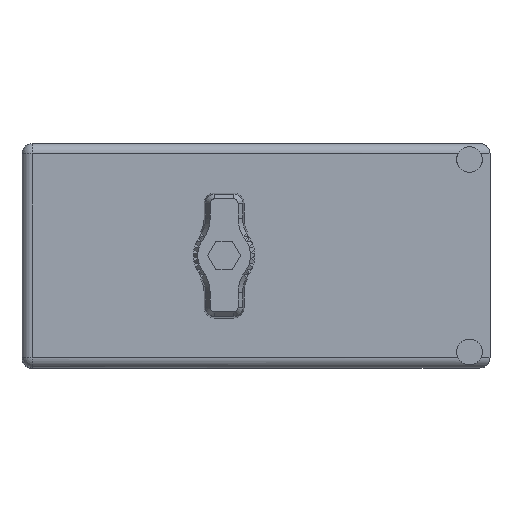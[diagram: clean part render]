
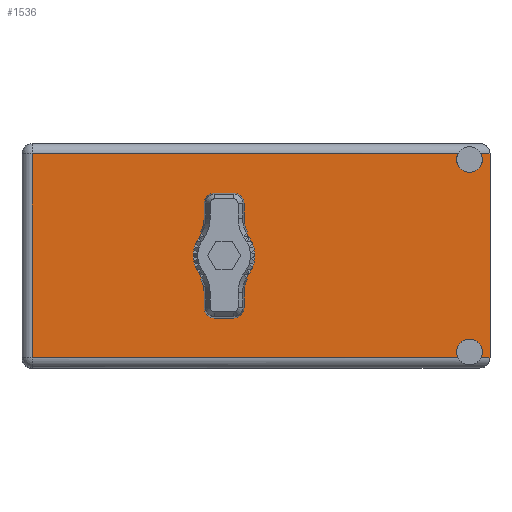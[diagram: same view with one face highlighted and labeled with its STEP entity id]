
A CAD part, top view. The second image highlights one B-rep face of the part: STEP entity #1536.
In plain terms, the highlighted face is planar.
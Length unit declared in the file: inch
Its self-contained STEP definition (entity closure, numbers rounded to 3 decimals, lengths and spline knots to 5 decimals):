
#75 = LINE ( 'NONE', #75384, #85531 ) ;
#1536 = ADVANCED_FACE ( 'NONE', ( #72409, #37149 ), #16548, .T. ) ;
#2191 = AXIS2_PLACEMENT_3D ( 'NONE', #49501, #84726, #15375 ) ;
#2782 = ORIENTED_EDGE ( 'NONE', *, *, #34997, .T. ) ;
#3124 = CARTESIAN_POINT ( 'NONE',  ( 3.05, 2.03, -0.109 ) ) ;
#4560 = EDGE_CURVE ( 'NONE', #111307, #106202, #6861, .T. ) ;
#5070 = DIRECTION ( 'NONE',  ( 0., 1., 0. ) ) ;
#5288 = VERTEX_POINT ( 'NONE', #6029 ) ;
#5894 = VERTEX_POINT ( 'NONE', #76323 ) ;
#6029 = CARTESIAN_POINT ( 'NONE',  ( 3.12833, 2.03, -1.46 ) ) ;
#6861 = CIRCLE ( 'NONE', #15423, 0.0875 ) ;
#8747 = CARTESIAN_POINT ( 'NONE',  ( 0.07, 2.03, -0.07 ) ) ;
#9207 = LINE ( 'NONE', #97707, #105393 ) ;
#10857 = CARTESIAN_POINT ( 'NONE',  ( 2.97167, 2.03, -1.46 ) ) ;
#12497 = ORIENTED_EDGE ( 'NONE', *, *, #23241, .F. ) ;
#13246 = ORIENTED_EDGE ( 'NONE', *, *, #66557, .T. ) ;
#13326 = VERTEX_POINT ( 'NONE', #36650 ) ;
#15113 = VECTOR ( 'NONE', #84074, 39.37008 ) ;
#15375 = DIRECTION ( 'NONE',  ( 0., 0., 1. ) ) ;
#15423 = AXIS2_PLACEMENT_3D ( 'NONE', #104858, #60204, #60575 ) ;
#15761 = DIRECTION ( 'NONE',  ( 0., 0., 1. ) ) ;
#16548 = PLANE ( 'NONE',  #88446 ) ;
#16927 = CARTESIAN_POINT ( 'NONE',  ( 0., 2.03, -1.53 ) ) ;
#19948 = CARTESIAN_POINT ( 'NONE',  ( 3.19, 2.03, -1.46 ) ) ;
#20991 = CIRCLE ( 'NONE', #78717, 0.0875 ) ;
#22105 = CIRCLE ( 'NONE', #99266, 0.17 ) ;
#23241 = EDGE_CURVE ( 'NONE', #5894, #34042, #22105, .T. ) ;
#25252 = DIRECTION ( 'NONE',  ( 0., 0., 1. ) ) ;
#27649 = VERTEX_POINT ( 'NONE', #91364 ) ;
#28437 = DIRECTION ( 'NONE',  ( 0., 1., 0. ) ) ;
#29623 = CARTESIAN_POINT ( 'NONE',  ( 3.19, 2.03, -0.07 ) ) ;
#31812 = EDGE_LOOP ( 'NONE', ( #2782, #81414, #110856, #38151, #99219, #13246, #40981, #66992, #63268, #71693 ) ) ;
#32743 = LINE ( 'NONE', #40289, #43665 ) ;
#33322 = DIRECTION ( 'NONE',  ( -1., 0., 0. ) ) ;
#33910 = CARTESIAN_POINT ( 'NONE',  ( 3.05, 2.03, -1.3335 ) ) ;
#34042 = VERTEX_POINT ( 'NONE', #86062 ) ;
#34997 = EDGE_CURVE ( 'NONE', #81393, #13326, #9207, .T. ) ;
#36286 = VECTOR ( 'NONE', #36470, 39.37008 ) ;
#36470 = DIRECTION ( 'NONE',  ( 0., 0., 1. ) ) ;
#36650 = CARTESIAN_POINT ( 'NONE',  ( 2.97167, 2.03, -0.07 ) ) ;
#37149 = FACE_OUTER_BOUND ( 'NONE', #31812, .T. ) ;
#38151 = ORIENTED_EDGE ( 'NONE', *, *, #70733, .T. ) ;
#39814 = VERTEX_POINT ( 'NONE', #62731 ) ;
#39881 = EDGE_CURVE ( 'NONE', #106202, #5288, #40396, .T. ) ;
#40289 = CARTESIAN_POINT ( 'NONE',  ( 3.19, 2.03, 0. ) ) ;
#40396 = CIRCLE ( 'NONE', #41744, 0.0875 ) ;
#40981 = ORIENTED_EDGE ( 'NONE', *, *, #39881, .F. ) ;
#41744 = AXIS2_PLACEMENT_3D ( 'NONE', #99785, #5070, #47134 ) ;
#43615 = LINE ( 'NONE', #74600, #15113 ) ;
#43665 = VECTOR ( 'NONE', #75067, 39.37008 ) ;
#45570 = CARTESIAN_POINT ( 'NONE',  ( 1.3775, 2.03, -0.765 ) ) ;
#46832 = AXIS2_PLACEMENT_3D ( 'NONE', #3124, #28437, #97769 ) ;
#47134 = DIRECTION ( 'NONE',  ( 0., 0., 1. ) ) ;
#47821 = DIRECTION ( 'NONE',  ( 1., 0., 0. ) ) ;
#48694 = CIRCLE ( 'NONE', #46832, 0.0875 ) ;
#49501 = CARTESIAN_POINT ( 'NONE',  ( 1.3775, 2.03, -0.765 ) ) ;
#52415 = CARTESIAN_POINT ( 'NONE',  ( 0.07, 2.03, -1.53 ) ) ;
#53421 = CARTESIAN_POINT ( 'NONE',  ( 3.12833, 2.03, -0.07 ) ) ;
#54936 = DIRECTION ( 'NONE',  ( 1., 0., 0. ) ) ;
#55644 = EDGE_CURVE ( 'NONE', #96372, #83514, #48694, .T. ) ;
#55749 = DIRECTION ( 'NONE',  ( 0., 0., 1. ) ) ;
#57775 = VECTOR ( 'NONE', #47821, 39.37008 ) ;
#58939 = EDGE_CURVE ( 'NONE', #83514, #13326, #20991, .T. ) ;
#58976 = DIRECTION ( 'NONE',  ( 0., 1., 0. ) ) ;
#60204 = DIRECTION ( 'NONE',  ( 0., 1., 0. ) ) ;
#60512 = LINE ( 'NONE', #29623, #57775 ) ;
#60575 = DIRECTION ( 'NONE',  ( 0., 0., 1. ) ) ;
#62731 = CARTESIAN_POINT ( 'NONE',  ( 3.19, 2.03, -0.07 ) ) ;
#63268 = ORIENTED_EDGE ( 'NONE', *, *, #76830, .T. ) ;
#66557 = EDGE_CURVE ( 'NONE', #90179, #5288, #43615, .T. ) ;
#66992 = ORIENTED_EDGE ( 'NONE', *, *, #4560, .F. ) ;
#70733 = EDGE_CURVE ( 'NONE', #96372, #39814, #60512, .T. ) ;
#71693 = ORIENTED_EDGE ( 'NONE', *, *, #108580, .T. ) ;
#72409 = FACE_BOUND ( 'NONE', #80538, .T. ) ;
#74600 = CARTESIAN_POINT ( 'NONE',  ( 0., 2.03, -1.46 ) ) ;
#75067 = DIRECTION ( 'NONE',  ( 0., 0., 1. ) ) ;
#75195 = EDGE_CURVE ( 'NONE', #90179, #39814, #32743, .T. ) ;
#75384 = CARTESIAN_POINT ( 'NONE',  ( 0., 2.03, -1.46 ) ) ;
#76323 = CARTESIAN_POINT ( 'NONE',  ( 1.3775, 2.03, -0.595 ) ) ;
#76750 = DIRECTION ( 'NONE',  ( 0., 1., 0. ) ) ;
#76830 = EDGE_CURVE ( 'NONE', #111307, #27649, #75, .T. ) ;
#78717 = AXIS2_PLACEMENT_3D ( 'NONE', #110475, #58976, #15761 ) ;
#80538 = EDGE_LOOP ( 'NONE', ( #12497, #83472 ) ) ;
#81393 = VERTEX_POINT ( 'NONE', #8747 ) ;
#81414 = ORIENTED_EDGE ( 'NONE', *, *, #58939, .F. ) ;
#83472 = ORIENTED_EDGE ( 'NONE', *, *, #84801, .F. ) ;
#83514 = VERTEX_POINT ( 'NONE', #102784 ) ;
#84074 = DIRECTION ( 'NONE',  ( -1., 0., 0. ) ) ;
#84726 = DIRECTION ( 'NONE',  ( 0., 1., 0. ) ) ;
#84801 = EDGE_CURVE ( 'NONE', #34042, #5894, #110257, .T. ) ;
#85531 = VECTOR ( 'NONE', #33322, 39.37008 ) ;
#86062 = CARTESIAN_POINT ( 'NONE',  ( 1.3775, 2.03, -0.935 ) ) ;
#88446 = AXIS2_PLACEMENT_3D ( 'NONE', #16927, #76750, #25252 ) ;
#90179 = VERTEX_POINT ( 'NONE', #19948 ) ;
#91364 = CARTESIAN_POINT ( 'NONE',  ( 0.07, 2.03, -1.46 ) ) ;
#96372 = VERTEX_POINT ( 'NONE', #53421 ) ;
#97707 = CARTESIAN_POINT ( 'NONE',  ( 3.19, 2.03, -0.07 ) ) ;
#97769 = DIRECTION ( 'NONE',  ( 0., 0., 1. ) ) ;
#99219 = ORIENTED_EDGE ( 'NONE', *, *, #75195, .F. ) ;
#99266 = AXIS2_PLACEMENT_3D ( 'NONE', #45570, #107639, #55749 ) ;
#99785 = CARTESIAN_POINT ( 'NONE',  ( 3.05, 2.03, -1.421 ) ) ;
#99988 = LINE ( 'NONE', #52415, #36286 ) ;
#102784 = CARTESIAN_POINT ( 'NONE',  ( 3.05, 2.03, -0.1965 ) ) ;
#104858 = CARTESIAN_POINT ( 'NONE',  ( 3.05, 2.03, -1.421 ) ) ;
#105393 = VECTOR ( 'NONE', #54936, 39.37008 ) ;
#106202 = VERTEX_POINT ( 'NONE', #33910 ) ;
#107639 = DIRECTION ( 'NONE',  ( 0., 1., 0. ) ) ;
#108580 = EDGE_CURVE ( 'NONE', #27649, #81393, #99988, .T. ) ;
#110257 = CIRCLE ( 'NONE', #2191, 0.17 ) ;
#110475 = CARTESIAN_POINT ( 'NONE',  ( 3.05, 2.03, -0.109 ) ) ;
#110856 = ORIENTED_EDGE ( 'NONE', *, *, #55644, .F. ) ;
#111307 = VERTEX_POINT ( 'NONE', #10857 ) ;
